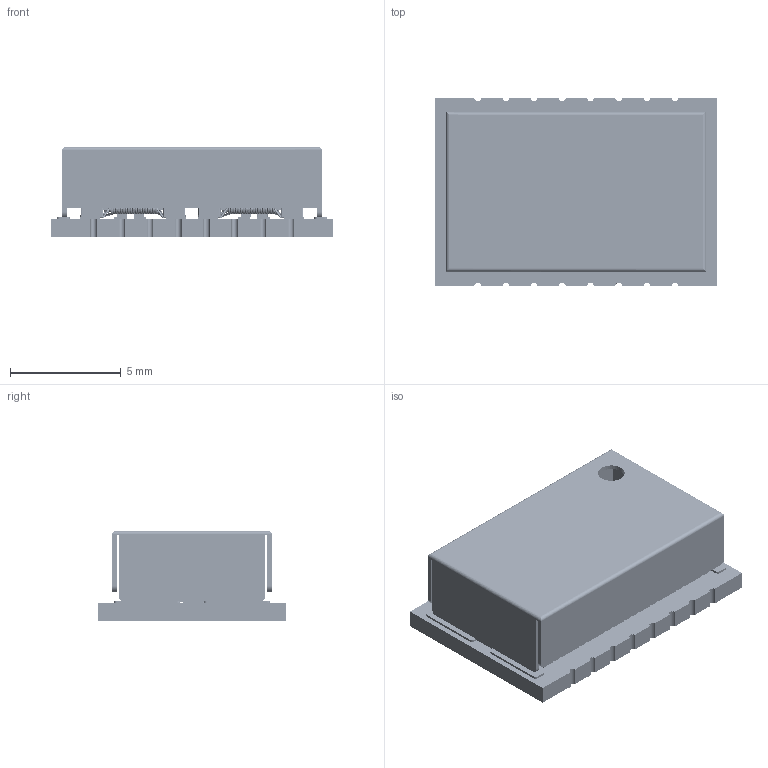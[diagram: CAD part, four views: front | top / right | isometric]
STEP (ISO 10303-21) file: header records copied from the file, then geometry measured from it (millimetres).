
FILE_DESCRIPTION(/* description */ (''),/* implementation_level */ '2;1');
FILE_NAME(/* name */ 'LAN-12M162I7A8-.stp',/* time_stamp */ '2019-08-29T14:32:44+08:00',/* author */ (''),/* organization */ (''),/* preprocessor_version */ 'ST-DEVELOPER v16.7',/* originating_system */ 'SIEMENS PLM Software NX 12.0',/* authorisation */ '');
FILE_SCHEMA (('AUTOMOTIVE_DESIGN { 1 0 10303 214 3 1 1 1 }'));
Products named in the file (1): LAN-12M162I7A8-
Bounding box: 12.7 x 8.47 x 4.06 mm (x, y, z)
Volume: 188.4 mm3; surface area: 1175.3 mm2
Topology: 143 solids, 143 shells, 2183 faces, 4713 edges, 2786 vertices
Faces by surface type: plane 893, bspline 736, cylinder 421, sphere 76, extrusion 45, cone 6, torus 6
Full cylindrical faces by diameter (mm): 0.104 x2, 1.2 x1
Entity records: 87700 total; most frequent: CARTESIAN_POINT 46331, ORIENTED_EDGE 7932, DIRECTION 6895, EDGE_CURVE 3966, EDGE_LOOP 2894, VERTEX_POINT 2772, AXIS2_PLACEMENT_3D 2401, ADVANCED_FACE 2183
